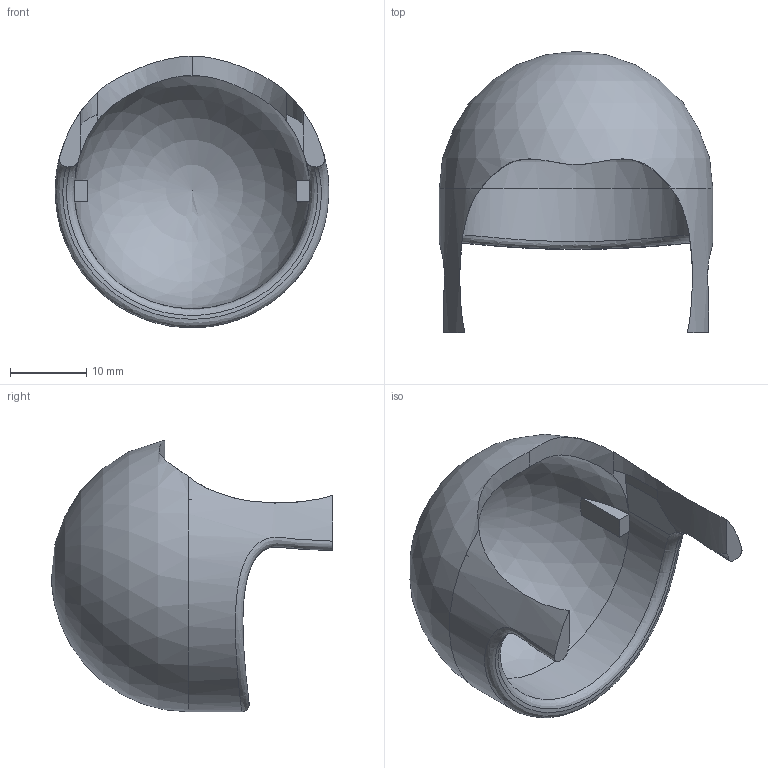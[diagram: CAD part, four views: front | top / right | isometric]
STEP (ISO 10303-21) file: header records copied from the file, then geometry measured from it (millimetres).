
FILE_DESCRIPTION(/* description */ (''),/* implementation_level */ '2;1');
FILE_NAME(/* name */ 'Casco.step',/* time_stamp */ '2017-03-01T19:31:47+01:00',/* author */ ('Rubén'),/* organization */ (''),/* preprocessor_version */ 'ST-DEVELOPER v15.2',/* originating_system */ 'Autodesk Inventor 2014',/* authorisation */ '');
FILE_SCHEMA (('AUTOMOTIVE_DESIGN { 1 0 10303 214 3 1 1 }'));
Length unit declared in the file: millimetre
Products named in the file (1): Casco
Bounding box: 35.98 x 37 x 35.74 mm (x, y, z)
Volume: 5759.4 mm3; surface area: 5143 mm2
Topology: 1 solids, 1 shells, 31 faces, 83 edges, 52 vertices
Faces by surface type: plane 18, bspline 7, cylinder 4, sphere 2
Entity records: 1478 total; most frequent: CARTESIAN_POINT 790, ORIENTED_EDGE 154, DIRECTION 113, EDGE_CURVE 77, VERTEX_POINT 48, AXIS2_PLACEMENT_3D 43, B_SPLINE_CURVE_WITH_KNOTS 32, FACE_OUTER_BOUND 31
